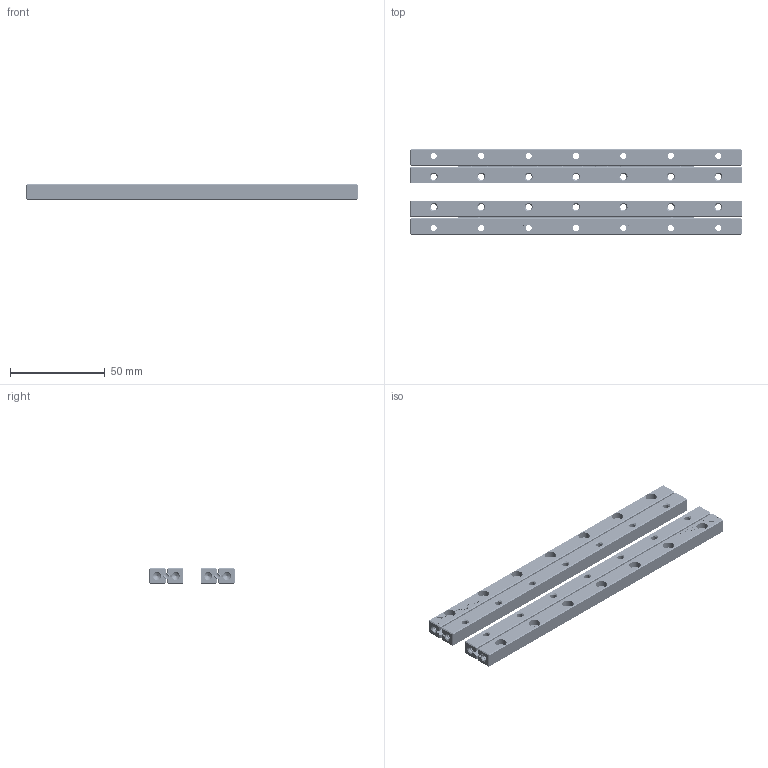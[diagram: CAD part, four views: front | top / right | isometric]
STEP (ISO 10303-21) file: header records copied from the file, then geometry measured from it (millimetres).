
FILE_DESCRIPTION(/* description */ (''),/* implementation_level */ '2;1');
FILE_NAME(/* name */ 'Set RSDE-3175x34KRE-ACC_stp.stp',/* time_stamp */ '2025-03-04T12:19:23+01:00',/* author */ (''),/* organization */ (''),/* preprocessor_version */ 'ST-DEVELOPER v16.7',/* originating_system */ 'SIEMENS PLM Software NX 12.0',/* authorisation */ '');
FILE_SCHEMA (('AUTOMOTIVE_DESIGN { 1 0 10303 214 3 1 1 1 }'));
Products named in the file (1): Set RSDE-3175x34KRE-ACC_stp
Bounding box: 175 x 45 x 8 mm (x, y, z)
Volume: 42519 mm3; surface area: 36558 mm2
Topology: 92 solids, 92 shells, 5768 faces, 16122 edges, 10626 vertices
Faces by surface type: plane 3032, cylinder 1540, torus 696, bspline 360, extrusion 72, cone 68
Full cylindrical faces by diameter (mm): 0.45 x304, 1 x8, 2 x68, 2.6 x8, 3 x68, 3.2 x36, 6 x28
Entity records: 197207 total; most frequent: CARTESIAN_POINT 43626, ORIENTED_EDGE 30192, DIRECTION 28994, EDGE_CURVE 15096, VERTEX_POINT 10328, AXIS2_PLACEMENT_3D 9881, VECTOR 9232, LINE 9160
